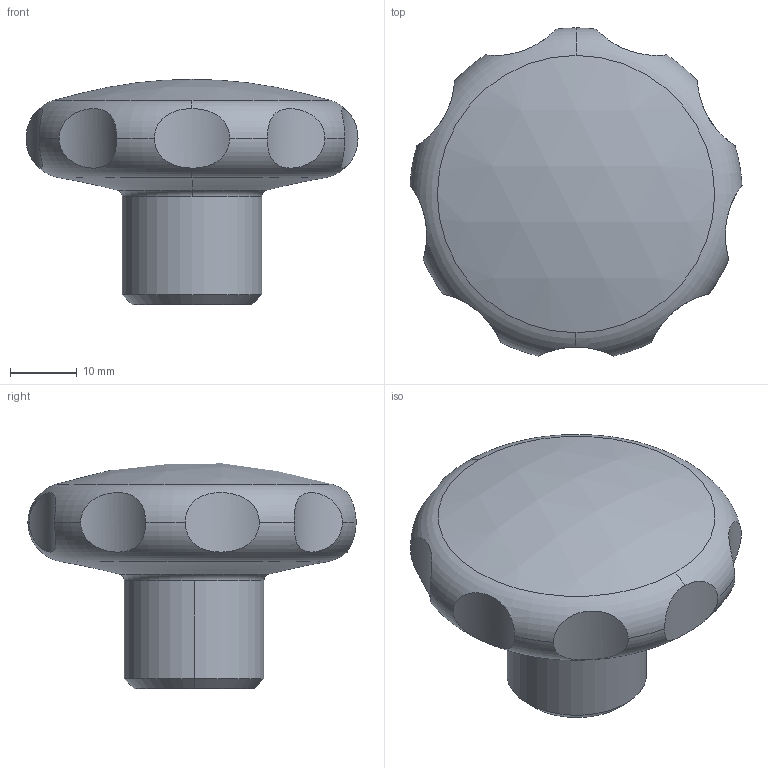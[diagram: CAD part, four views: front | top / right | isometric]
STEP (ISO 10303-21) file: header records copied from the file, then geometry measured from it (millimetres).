
FILE_DESCRIPTION(('STEP AP214'),'1');
FILE_NAME('HALDERN_EH_24690_0655.stp','2021-06-29T12:37:21',('TraceParts'),('TraceParts S.A.'),'Spatial InterOp 3D',' ',' ');
FILE_SCHEMA(('AUTOMOTIVE_DESIGN { 1 0 10303 214 1 1 1 1 }'));
Length unit declared in the file: millimetre
Products named in the file (1): HALDERN_EH_24690_0655
Bounding box: 49.93 x 49.35 x 33.87 mm (x, y, z)
Volume: 28853.3 mm3; surface area: 6456.6 mm2
Topology: 1 solids, 1 shells, 34 faces, 83 edges, 51 vertices
Faces by surface type: cylinder 15, torus 8, cone 8, plane 2, sphere 1
Entity records: 1686 total; most frequent: CARTESIAN_POINT 605, DIRECTION 178, ORIENTED_EDGE 162, AXIS2_PLACEMENT_3D 82, EDGE_CURVE 81, VERTEX_POINT 51, CIRCLE 47, EDGE_LOOP 36
